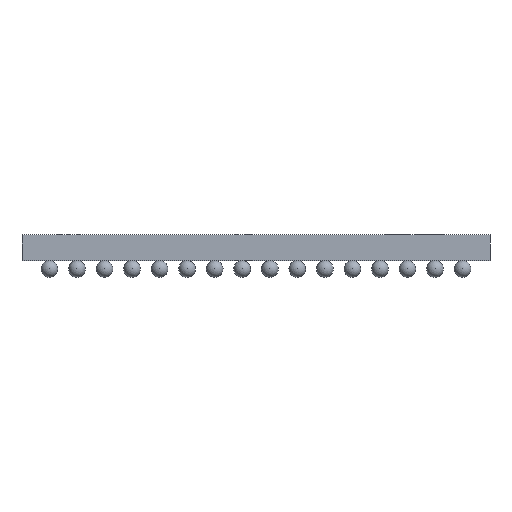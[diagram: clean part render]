
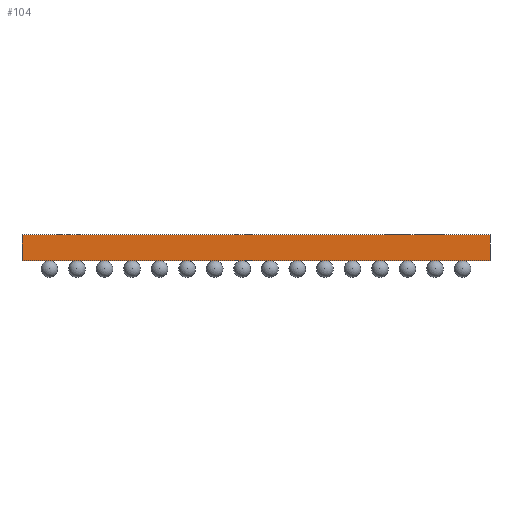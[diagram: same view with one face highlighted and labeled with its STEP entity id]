
A CAD part, front view. The second image highlights one B-rep face of the part: STEP entity #104.
In plain terms, the highlighted planar face has unit normal (0, -1, 0).
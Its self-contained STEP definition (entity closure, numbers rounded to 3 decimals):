
#104 = ADVANCED_FACE ( 'NONE', ( #6654 ), #14345, .T. ) ;
#658 = VERTEX_POINT ( 'NONE', #14638 ) ;
#1747 = LINE ( 'NONE', #13355, #4650 ) ;
#1989 = VERTEX_POINT ( 'NONE', #14850 ) ;
#2112 = LINE ( 'NONE', #12000, #23929 ) ;
#2404 = DIRECTION ( 'NONE',  ( 0., 0., -1. ) ) ;
#2800 = EDGE_CURVE ( 'NONE', #658, #19777, #19808, .T. ) ;
#4650 = VECTOR ( 'NONE', #7657, 1000. ) ;
#5629 = DIRECTION ( 'NONE',  ( 0., 0., 1. ) ) ;
#6413 = VERTEX_POINT ( 'NONE', #12031 ) ;
#6654 = FACE_OUTER_BOUND ( 'NONE', #7321, .T. ) ;
#7321 = EDGE_LOOP ( 'NONE', ( #22874, #17415, #11550, #21039 ) ) ;
#7657 = DIRECTION ( 'NONE',  ( -1., 0., 0. ) ) ;
#7935 = AXIS2_PLACEMENT_3D ( 'NONE', #12361, #10516, #20270 ) ;
#8821 = EDGE_CURVE ( 'NONE', #1989, #658, #2112, .T. ) ;
#10516 = DIRECTION ( 'NONE',  ( 0., -1., 0. ) ) ;
#11550 = ORIENTED_EDGE ( 'NONE', *, *, #8821, .F. ) ;
#11698 = VECTOR ( 'NONE', #2404, 1000. ) ;
#12000 = CARTESIAN_POINT ( 'NONE',  ( -8.496, -8.496, 1.549 ) ) ;
#12031 = CARTESIAN_POINT ( 'NONE',  ( -8.496, -8.496, 0.609 ) ) ;
#12361 = CARTESIAN_POINT ( 'NONE',  ( -8.496, -8.496, 0.609 ) ) ;
#12530 = EDGE_CURVE ( 'NONE', #6413, #1989, #22794, .T. ) ;
#13355 = CARTESIAN_POINT ( 'NONE',  ( 8.496, -8.496, 0.609 ) ) ;
#14345 = PLANE ( 'NONE',  #7935 ) ;
#14638 = CARTESIAN_POINT ( 'NONE',  ( 8.496, -8.496, 1.549 ) ) ;
#14850 = CARTESIAN_POINT ( 'NONE',  ( -8.496, -8.496, 1.549 ) ) ;
#15897 = DIRECTION ( 'NONE',  ( 1., 0., 0. ) ) ;
#17415 = ORIENTED_EDGE ( 'NONE', *, *, #2800, .F. ) ;
#18599 = CARTESIAN_POINT ( 'NONE',  ( 8.496, -8.496, 0.609 ) ) ;
#19777 = VERTEX_POINT ( 'NONE', #18599 ) ;
#19808 = LINE ( 'NONE', #23190, #11698 ) ;
#20270 = DIRECTION ( 'NONE',  ( 0., 0., -1. ) ) ;
#21039 = ORIENTED_EDGE ( 'NONE', *, *, #12530, .F. ) ;
#21391 = VECTOR ( 'NONE', #5629, 1000. ) ;
#22794 = LINE ( 'NONE', #23170, #21391 ) ;
#22874 = ORIENTED_EDGE ( 'NONE', *, *, #24158, .F. ) ;
#23170 = CARTESIAN_POINT ( 'NONE',  ( -8.496, -8.496, 0.609 ) ) ;
#23190 = CARTESIAN_POINT ( 'NONE',  ( 8.496, -8.496, 1.549 ) ) ;
#23929 = VECTOR ( 'NONE', #15897, 1000. ) ;
#24158 = EDGE_CURVE ( 'NONE', #19777, #6413, #1747, .T. ) ;
